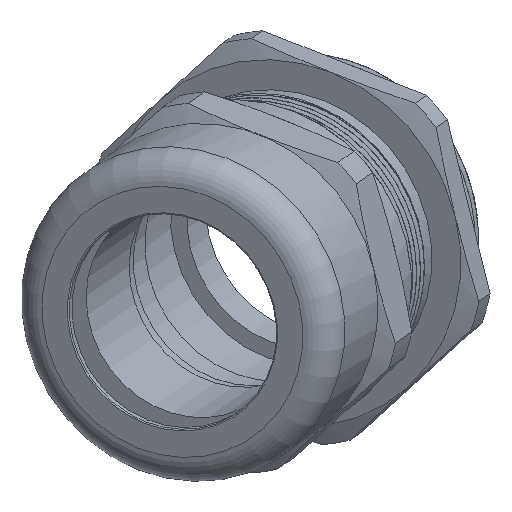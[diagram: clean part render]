
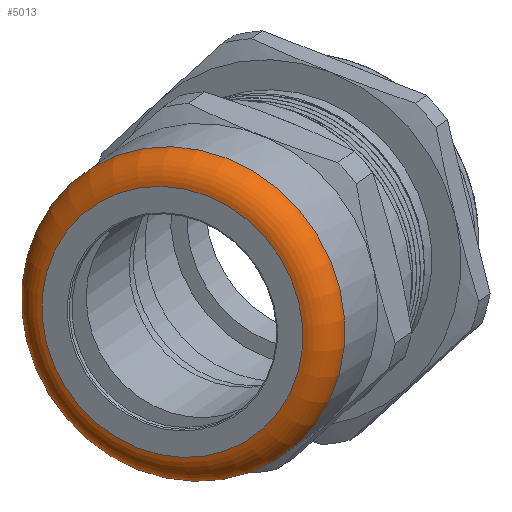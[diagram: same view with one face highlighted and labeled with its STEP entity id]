
A CAD part, isometric view. The second image highlights one B-rep face of the part: STEP entity #5013.
In plain terms, the highlighted toroidal (fillet/blend) face has major radius 20.315 mm and minor radius 4.68 mm.
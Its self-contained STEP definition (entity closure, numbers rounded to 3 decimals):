
#874=TOROIDAL_SURFACE('',#5394,20.315,4.68);
#916=FACE_BOUND('',#1367,.T.);
#1063=FACE_OUTER_BOUND('',#1366,.T.);
#1366=EDGE_LOOP('',(#3463));
#1367=EDGE_LOOP('',(#3464));
#1676=CIRCLE('',#5362,20.315);
#1691=CIRCLE('',#5395,24.995);
#2089=VERTEX_POINT('',#9307);
#2116=VERTEX_POINT('',#10346);
#2604=EDGE_CURVE('',#2089,#2089,#1676,.T.);
#2645=EDGE_CURVE('',#2116,#2116,#1691,.T.);
#3463=ORIENTED_EDGE('',*,*,#2645,.F.);
#3464=ORIENTED_EDGE('',*,*,#2604,.T.);
#5013=ADVANCED_FACE('',(#1063,#916),#874,.T.);
#5362=AXIS2_PLACEMENT_3D('',#9308,#6017,#6018);
#5394=AXIS2_PLACEMENT_3D('',#10345,#6093,#6094);
#5395=AXIS2_PLACEMENT_3D('',#10347,#6095,#6096);
#6017=DIRECTION('center_axis',(1.,0.,0.));
#6018=DIRECTION('ref_axis',(0.,0.,-1.));
#6093=DIRECTION('center_axis',(1.,0.,0.));
#6094=DIRECTION('ref_axis',(0.,0.,-1.));
#6095=DIRECTION('center_axis',(1.,0.,0.));
#6096=DIRECTION('ref_axis',(0.,0.,-1.));
#9307=CARTESIAN_POINT('',(-31.,20.315,0.));
#9308=CARTESIAN_POINT('Origin',(-31.,0.,0.));
#10345=CARTESIAN_POINT('Origin',(-26.32,0.,0.));
#10346=CARTESIAN_POINT('',(-26.32,24.995,0.));
#10347=CARTESIAN_POINT('Origin',(-26.32,0.,0.));
